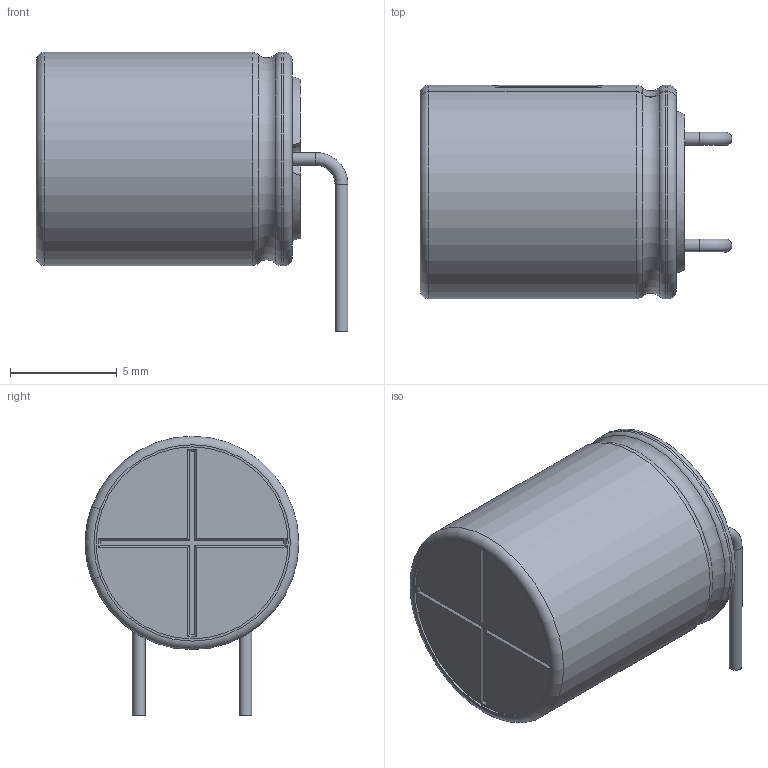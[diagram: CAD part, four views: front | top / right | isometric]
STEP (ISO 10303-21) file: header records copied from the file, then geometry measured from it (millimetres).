
FILE_DESCRIPTION(('STEP AP214'), '1');
FILE_NAME('capacitor_horizontal_mount', '2019-01-12T23:23:46', ('Che'), (''), 'ASCON STEP Converter 1.3', 'ASCON Math Kernel', '');
FILE_SCHEMA(('AUTOMOTIVE_DESIGN { 1 0 10303 214 3 1 1}'));
Length unit declared in the file: millimetre
Bounding box: 14.61 x 10.01 x 13.1 mm (x, y, z)
Volume: 948.8 mm3; surface area: 582 mm2
Topology: 1 solids, 1 shells, 64 faces, 164 edges, 108 vertices
Faces by surface type: plane 36, cylinder 12, torus 12, cone 4
Full cylindrical faces by diameter (mm): 0.6 x4, 8 x1, 9 x1
Entity records: 2496 total; most frequent: CARTESIAN_POINT 353, DIRECTION 350, ORIENTED_EDGE 312, EDGE_CURVE 156, AXIS2_PLACEMENT_3D 133, VERTEX_POINT 108, LINE 84, VECTOR 84
